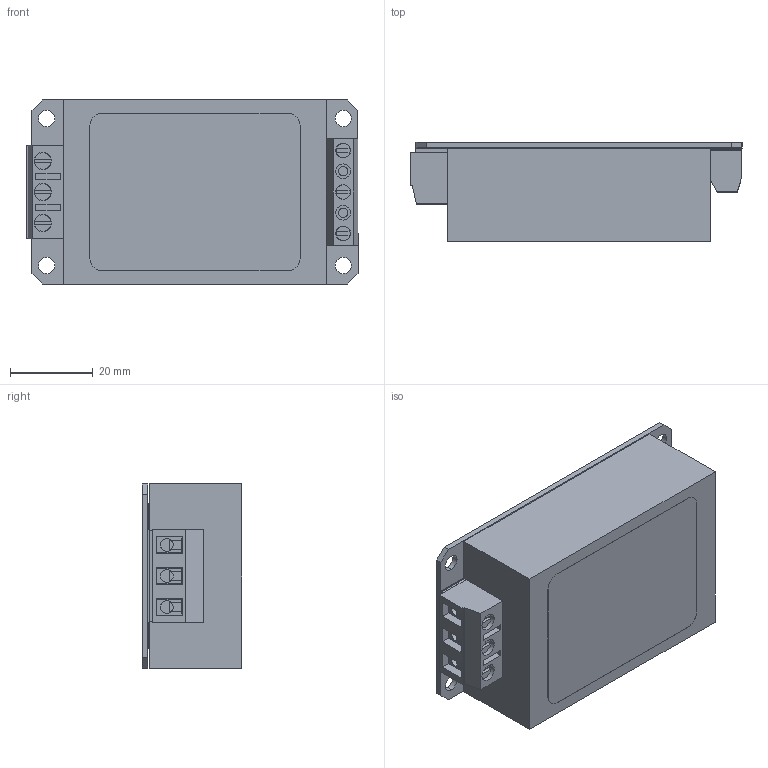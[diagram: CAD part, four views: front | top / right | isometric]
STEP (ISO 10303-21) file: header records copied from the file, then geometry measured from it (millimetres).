
FILE_DESCRIPTION (( 'STEP AP214' ), '1' );
FILE_NAME ('BP42005.STEP', '2022-04-20T16:00:01', ( '' ), ( '' ), 'SwSTEP 2.0', 'SolidWorks 2020', '' );
FILE_SCHEMA (( 'AUTOMOTIVE_DESIGN' ));
Length unit declared in the file: inch
Products named in the file (14): Round Spacer_#4 .25R,.688L; BP42005; plate_chassis mount_850450040_5W TB input; Tape_VHB_5W_TB; Screw 4-40x_25 PHMS_90272A106; 860047460; 321212000 Rev B_web model; screw 4 Fl Hd_#4 x .25; 730045025; covers_860047016; ED115_3DS; 860047926 Rev B_860047928; 321212000 assembly_web model BP4; Label_model_ser_050059035
Assembly tree (16 placements, depth 3):
  BP42005
    860047926 Rev B_860047928
    321212000 assembly_web model BP4
      321212000 Rev B_web model
      Round Spacer_#4 .25R,.688L  x2
      Screw 4-40x_25 PHMS_90272A106  x2
    covers_860047016
    ED115_3DS
    730045025
    plate_chassis mount_850450040_5W TB input
    Tape_VHB_5W_TB
    860047460
    screw 4 Fl Hd_#4 x .25  x2
    Label_model_ser_050059035
Bounding box: 80.18 x 24.05 x 44.45 mm (x, y, z)
Volume: 23229.8 mm3; surface area: 46911.5 mm2
Topology: 21 solids, 21 shells, 812 faces, 2171 edges, 1432 vertices
Faces by surface type: cylinder 414, plane 350, cone 30, torus 8, bspline 6, sphere 4
Entity records: 25889 total; most frequent: CARTESIAN_POINT 5135, DIRECTION 3727, ORIENTED_EDGE 3634, EDGE_CURVE 1817, AXIS2_PLACEMENT_3D 1359, VERTEX_POINT 1199, VECTOR 1009, LINE 1009
